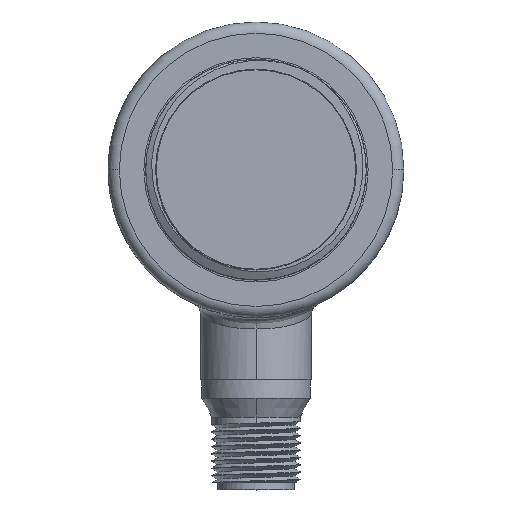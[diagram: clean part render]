
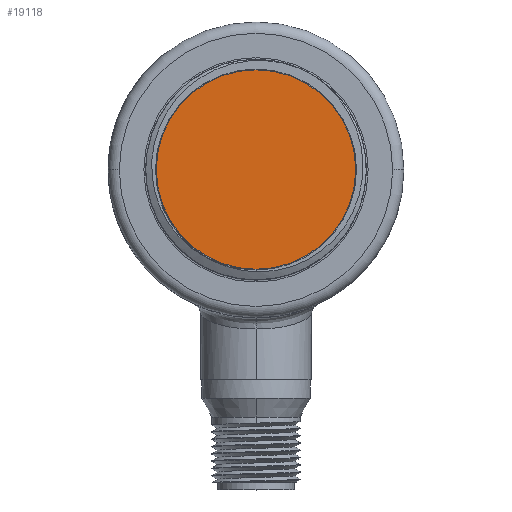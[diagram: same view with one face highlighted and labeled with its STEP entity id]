
A CAD part, top view. The second image highlights one B-rep face of the part: STEP entity #19118.
In plain terms, the highlighted planar face has unit normal (0, 0, 1).
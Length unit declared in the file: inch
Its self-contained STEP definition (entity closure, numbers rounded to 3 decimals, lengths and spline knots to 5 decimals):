
#3293=CARTESIAN_POINT('',(0.,0.,1.26317));
#3294=DIRECTION('',(0.,0.,1.));
#3295=DIRECTION('',(1.,0.,0.));
#3296=AXIS2_PLACEMENT_3D('',#3293,#3294,#3295);
#3307=CARTESIAN_POINT('',(0.,0.,1.26317));
#3308=DIRECTION('',(0.,0.,-1.));
#3309=DIRECTION('',(1.,0.,0.));
#3310=AXIS2_PLACEMENT_3D('',#3307,#3308,#3309);
#15469=CARTESIAN_POINT('',(0.53346,0.,1.26317));
#15470=CARTESIAN_POINT('',(-0.53346,0.,1.26317));
#15471=VERTEX_POINT('',#15469);
#15472=VERTEX_POINT('',#15470);
#19109=CARTESIAN_POINT('',(0.,0.,1.26317));
#19110=DIRECTION('',(0.,0.,1.));
#19111=DIRECTION('',(-1.,0.,0.));
#19112=AXIS2_PLACEMENT_3D('',#19109,#19110,#19111);
#19113=PLANE('',#19112);
#19114=ORIENTED_EDGE('',*,*,#19089,.F.);
#19115=ORIENTED_EDGE('',*,*,#19103,.T.);
#19116=EDGE_LOOP('',(#19114,#19115));
#19117=FACE_OUTER_BOUND('',#19116,.F.);
#19118=ADVANCED_FACE('',(#19117),#19113,.T.);
#3297=CIRCLE('',#3296,0.53346);
#3311=CIRCLE('',#3310,0.53346);
#19089=EDGE_CURVE('',#15471,#15472,#3297,.T.);
#19103=EDGE_CURVE('',#15471,#15472,#3311,.T.);
